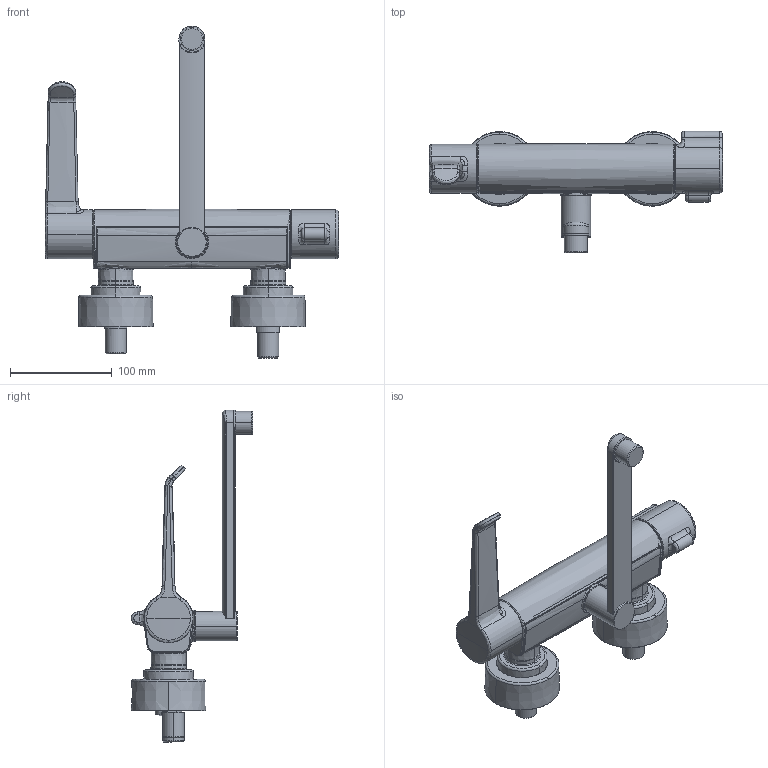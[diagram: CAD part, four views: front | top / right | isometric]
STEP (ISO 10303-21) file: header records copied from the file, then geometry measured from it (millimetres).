
FILE_DESCRIPTION (( 'STEP AP203' ), '1' );
FILE_NAME ('08805202.STEP', '2019-07-16T10:56:43', ( '' ), ( '' ), 'SwSTEP 2.0', 'SolidWorks 2016', '' );
FILE_SCHEMA (( 'CONFIG_CONTROL_DESIGN' ));
Products named in the file (1): 08805202
Bounding box: 288.92 x 119.74 x 326.75 mm (x, y, z)
Volume: 673556 mm3; surface area: 195147.3 mm2
Topology: 1 solids, 1 shells, 607 faces, 1517 edges, 924 vertices
Faces by surface type: bspline 243, cylinder 180, plane 80, torus 54, cone 32, sphere 18
Entity records: 36709 total; most frequent: CARTESIAN_POINT 24122, ORIENTED_EDGE 3018, DIRECTION 2077, EDGE_CURVE 1509, VERTEX_POINT 924, AXIS2_PLACEMENT_3D 893, B_SPLINE_CURVE_WITH_KNOTS 642, EDGE_LOOP 639
